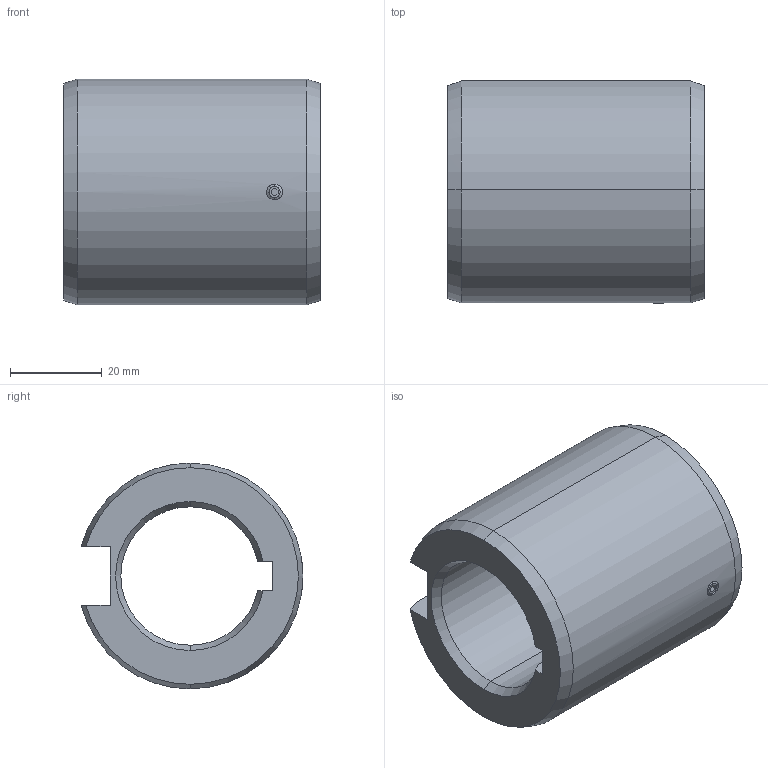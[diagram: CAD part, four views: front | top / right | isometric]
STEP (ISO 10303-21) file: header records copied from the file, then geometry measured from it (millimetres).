
FILE_DESCRIPTION (( 'STEP AP203' ), '1' );
FILE_NAME ('WGSS-262-1316-OB.step', '2022-12-08T20:03:55', ( '' ), ( '' ), 'SwSTEP 2.0', 'SolidWorks 2021', '' );
FILE_SCHEMA (( 'CONFIG_CONTROL_DESIGN' ));
Length unit declared in the file: millimetre
Products named in the file (1): WGSS-262-1316-OB
Bounding box: 56 x 48.38 x 49.21 mm (x, y, z)
Volume: 59863.7 mm3; surface area: 16932.6 mm2
Topology: 2 solids, 2 shells, 42 faces, 101 edges, 64 vertices
Faces by surface type: plane 17, cone 15, cylinder 10
Entity records: 1360 total; most frequent: CARTESIAN_POINT 286, DIRECTION 211, ORIENTED_EDGE 202, EDGE_CURVE 101, AXIS2_PLACEMENT_3D 77, VERTEX_POINT 64, LINE 57, VECTOR 57
